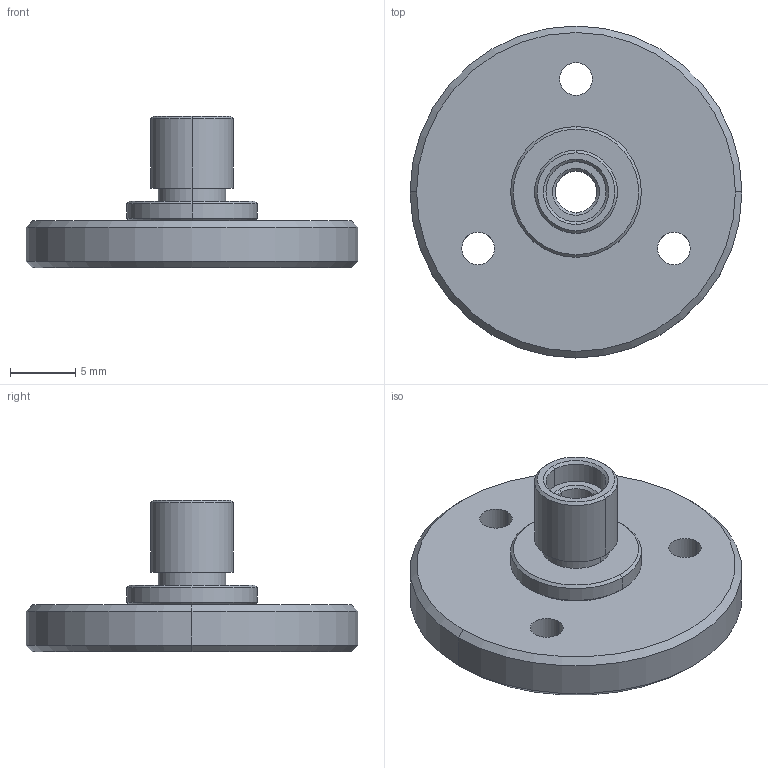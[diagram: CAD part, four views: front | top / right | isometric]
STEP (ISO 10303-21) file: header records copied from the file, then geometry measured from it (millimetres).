
FILE_DESCRIPTION (( 'STEP AP203' ), '1' );
FILE_NAME ('GCT-080224 ×°Åä.STEP', '2018-04-10T03:23:09', ( 'china' ), ( 'china' ), 'SwSTEP 2.0', 'SolidWorks 2015', '' );
FILE_SCHEMA (( 'CONFIG_CONTROL_DESIGN' ));
Length unit declared in the file: millimetre
Products named in the file (1): GCT-080224 蚾饜
Bounding box: 25.4 x 25.4 x 11.6 mm (x, y, z)
Surface area: 1713.5 mm2 (no closed solid volume)
Topology: 0 solids, 3 shells, 44 faces, 98 edges, 60 vertices
Faces by surface type: cylinder 20, cone 18, plane 6
Entity records: 1321 total; most frequent: DIRECTION 248, CARTESIAN_POINT 203, ORIENTED_EDGE 188, AXIS2_PLACEMENT_3D 105, EDGE_CURVE 98, CIRCLE 60, VERTEX_POINT 60, EDGE_LOOP 56
